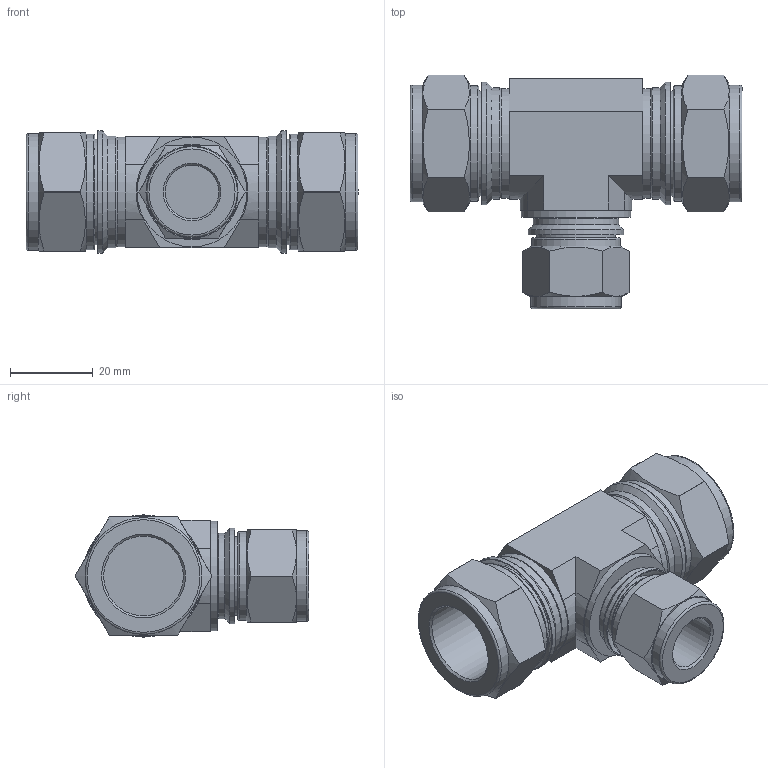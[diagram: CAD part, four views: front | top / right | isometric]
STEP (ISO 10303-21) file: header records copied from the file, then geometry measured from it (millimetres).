
FILE_DESCRIPTION(/* description */ (''),/* implementation_level */ '2;1');
FILE_NAME(/* name */ 'SRUTI-12-8.stp',/* time_stamp */ '2022-07-04T09:02:49+09:00',/* author */ ('user'),/* organization */ (''),/* preprocessor_version */ 'ST-DEVELOPER v18.1',/* originating_system */ 'Autodesk Inventor 2022',/* authorisation */ '');
FILE_SCHEMA (('AUTOMOTIVE_DESIGN { 1 0 10303 214 3 1 1 }'));
Length unit declared in the file: millimetre
Products named in the file (1): SRUT-12-6
Bounding box: 80.14 x 56.4 x 29.5 mm (x, y, z)
Volume: 45528.5 mm3; surface area: 18113.5 mm2
Topology: 1 solids, 1 shells, 131 faces, 294 edges, 185 vertices
Faces by surface type: plane 53, cylinder 43, cone 29, torus 6
Full cylindrical faces by diameter (mm): 12.9 x1, 17.2 x1, 17.7 x1, 18.9 x1, 19.25 x2, 20.6 x1, 21.5 x1, 21.8 x1, 23 x1, 23.8 x2, 24.2 x2, 25.4 x2, 26.5 x3, 26.9 x2, 27.8 x2, 28.2 x2, 29.5 x2
Entity records: 3648 total; most frequent: CARTESIAN_POINT 695, DIRECTION 641, ORIENTED_EDGE 588, EDGE_CURVE 294, AXIS2_PLACEMENT_3D 257, VERTEX_POINT 185, EDGE_LOOP 151, FACE_OUTER_BOUND 131
